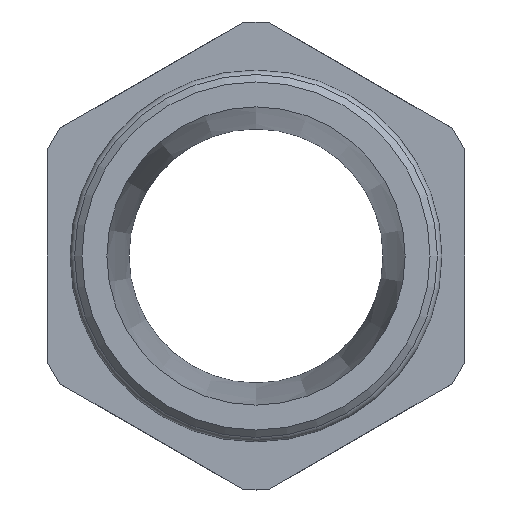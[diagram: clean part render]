
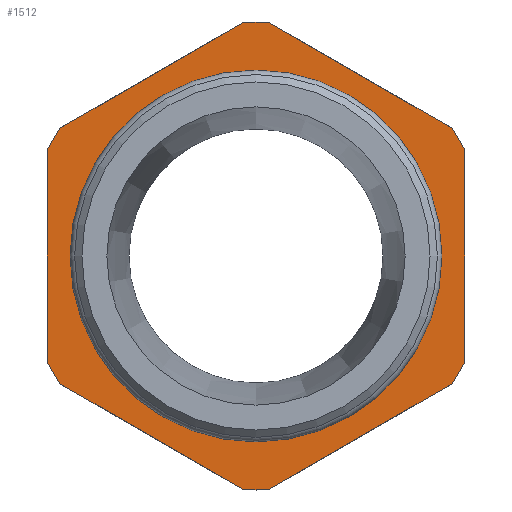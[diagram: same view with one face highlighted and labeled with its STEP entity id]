
A CAD part, left-side view. The second image highlights one B-rep face of the part: STEP entity #1512.
In plain terms, the highlighted planar face has unit normal (-1, 0, 0).
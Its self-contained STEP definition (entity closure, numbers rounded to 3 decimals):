
#70=CIRCLE('',#1595,25.8);
#72=CIRCLE('',#1599,25.8);
#73=CIRCLE('',#1602,25.8);
#75=CIRCLE('',#1606,25.8);
#77=CIRCLE('',#1610,25.8);
#93=CIRCLE('',#1631,19.641);
#94=CIRCLE('',#1632,19.641);
#95=CIRCLE('',#1633,25.8);
#96=CIRCLE('',#1634,25.8);
#210=VECTOR('',#1792,1.);
#217=VECTOR('',#1806,1.);
#221=VECTOR('',#1815,1.);
#225=VECTOR('',#1826,1.);
#228=VECTOR('',#1836,1.);
#231=VECTOR('',#1846,1.);
#317=LINE('',#2261,#210);
#324=LINE('',#2296,#217);
#328=LINE('',#2311,#221);
#332=LINE('',#2328,#225);
#335=LINE('',#2346,#228);
#338=LINE('',#2364,#231);
#426=VERTEX_POINT('',#2259);
#428=VERTEX_POINT('',#2262);
#439=VERTEX_POINT('',#2295);
#440=VERTEX_POINT('',#2297);
#442=VERTEX_POINT('',#2305);
#443=VERTEX_POINT('',#2309);
#445=VERTEX_POINT('',#2317);
#448=VERTEX_POINT('',#2322);
#449=VERTEX_POINT('',#2326);
#452=VERTEX_POINT('',#2338);
#454=VERTEX_POINT('',#2344);
#457=VERTEX_POINT('',#2356);
#459=VERTEX_POINT('',#2362);
#471=VERTEX_POINT('',#2407);
#472=VERTEX_POINT('',#2408);
#603=EDGE_CURVE('',#426,#428,#317,.T.);
#616=EDGE_CURVE('',#440,#439,#324,.F.);
#620=EDGE_CURVE('',#442,#439,#70,.T.);
#622=EDGE_CURVE('',#443,#442,#328,.T.);
#627=EDGE_CURVE('',#448,#445,#72,.T.);
#629=EDGE_CURVE('',#449,#448,#332,.T.);
#633=EDGE_CURVE('',#452,#449,#73,.T.);
#636=EDGE_CURVE('',#454,#452,#335,.T.);
#640=EDGE_CURVE('',#457,#454,#75,.T.);
#643=EDGE_CURVE('',#459,#457,#338,.T.);
#646=EDGE_CURVE('',#428,#459,#77,.T.);
#665=EDGE_CURVE('',#471,#472,#93,.F.);
#666=EDGE_CURVE('',#472,#471,#94,.F.);
#667=EDGE_CURVE('',#445,#443,#95,.F.);
#668=EDGE_CURVE('',#440,#426,#96,.F.);
#920=ORIENTED_EDGE('',*,*,#665,.F.);
#921=ORIENTED_EDGE('',*,*,#666,.F.);
#922=ORIENTED_EDGE('',*,*,#616,.T.);
#923=ORIENTED_EDGE('',*,*,#620,.F.);
#924=ORIENTED_EDGE('',*,*,#622,.F.);
#925=ORIENTED_EDGE('',*,*,#667,.F.);
#926=ORIENTED_EDGE('',*,*,#627,.F.);
#927=ORIENTED_EDGE('',*,*,#629,.F.);
#928=ORIENTED_EDGE('',*,*,#633,.F.);
#929=ORIENTED_EDGE('',*,*,#636,.F.);
#930=ORIENTED_EDGE('',*,*,#640,.F.);
#931=ORIENTED_EDGE('',*,*,#643,.F.);
#932=ORIENTED_EDGE('',*,*,#646,.F.);
#933=ORIENTED_EDGE('',*,*,#603,.F.);
#934=ORIENTED_EDGE('',*,*,#668,.F.);
#1316=EDGE_LOOP('',(#920,#921));
#1317=EDGE_LOOP('',(#922,#923,#924,#925,#926,#927,#928,#929,#930,#931,#932,
#933,#934));
#1415=FACE_BOUND('',#1316,.T.);
#1416=FACE_BOUND('',#1317,.T.);
#1512=ADVANCED_FACE('',(#1415,#1416),#2768,.T.);
#1595=AXIS2_PLACEMENT_3D('',#2306,#1811,#1812);
#1599=AXIS2_PLACEMENT_3D('',#2323,#1822,#1823);
#1602=AXIS2_PLACEMENT_3D('',#2340,#1830,#1831);
#1606=AXIS2_PLACEMENT_3D('',#2358,#1840,#1841);
#1610=AXIS2_PLACEMENT_3D('',#2373,#1849,#1850);
#1630=AXIS2_PLACEMENT_3D('',#2405,#1891,$);
#1631=AXIS2_PLACEMENT_3D('',#2406,#1892,#1893);
#1632=AXIS2_PLACEMENT_3D('',#2409,#1894,#1895);
#1633=AXIS2_PLACEMENT_3D('',#2410,#1896,#1897);
#1634=AXIS2_PLACEMENT_3D('',#2411,#1898,#1899);
#1792=DIRECTION('',(0.,-0.866,0.5));
#1806=DIRECTION('',(0.,0.,1.));
#1811=DIRECTION('',(1.,0.,0.));
#1812=DIRECTION('',(0.,0.,-25.8));
#1815=DIRECTION('',(0.,0.866,0.5));
#1822=DIRECTION('',(1.,0.,0.));
#1823=DIRECTION('',(0.,0.,-25.8));
#1826=DIRECTION('',(0.,0.866,-0.5));
#1830=DIRECTION('',(1.,0.,0.));
#1831=DIRECTION('',(0.,0.,-25.8));
#1836=DIRECTION('',(0.,0.,-1.));
#1840=DIRECTION('',(1.,0.,0.));
#1841=DIRECTION('',(0.,0.,-25.8));
#1846=DIRECTION('',(0.,-0.866,-0.5));
#1849=DIRECTION('',(1.,0.,0.));
#1850=DIRECTION('',(0.,0.,-25.8));
#1891=DIRECTION('',(-1.,0.,0.));
#1892=DIRECTION('',(1.,0.,0.));
#1893=DIRECTION('',(0.,0.,19.641));
#1894=DIRECTION('',(1.,0.,0.));
#1895=DIRECTION('',(0.,0.,19.641));
#1896=DIRECTION('',(-1.,0.,0.));
#1897=DIRECTION('',(0.,0.,-25.8));
#1898=DIRECTION('',(-1.,0.,0.));
#1899=DIRECTION('',(0.,0.,-25.8));
#2259=CARTESIAN_POINT('',(10.,21.623,14.074));
#2261=CARTESIAN_POINT('',(10.,28.062,10.357));
#2262=CARTESIAN_POINT('',(10.,1.377,25.763));
#2295=CARTESIAN_POINT('',(10.,23.,-11.689));
#2296=CARTESIAN_POINT('',(10.,23.,-5.845));
#2297=CARTESIAN_POINT('',(10.,23.,11.689));
#2305=CARTESIAN_POINT('',(10.,21.623,-14.074));
#2306=CARTESIAN_POINT('',(10.,0.,0.));
#2309=CARTESIAN_POINT('',(10.,1.377,-25.763));
#2311=CARTESIAN_POINT('',(10.,17.938,-16.201));
#2317=CARTESIAN_POINT('',(10.,0.,-25.8));
#2322=CARTESIAN_POINT('',(10.,-1.377,-25.763));
#2323=CARTESIAN_POINT('',(10.,0.,0.));
#2326=CARTESIAN_POINT('',(10.,-21.623,-14.074));
#2328=CARTESIAN_POINT('',(10.,-5.062,-23.636));
#2338=CARTESIAN_POINT('',(10.,-23.,-11.689));
#2340=CARTESIAN_POINT('',(10.,0.,0.));
#2344=CARTESIAN_POINT('',(10.,-23.,11.689));
#2346=CARTESIAN_POINT('',(10.,-23.,5.845));
#2356=CARTESIAN_POINT('',(10.,-21.623,14.074));
#2358=CARTESIAN_POINT('',(10.,0.,0.));
#2362=CARTESIAN_POINT('',(10.,-1.377,25.763));
#2364=CARTESIAN_POINT('',(10.,5.062,29.48));
#2373=CARTESIAN_POINT('',(10.,0.,0.));
#2405=CARTESIAN_POINT('',(10.,30.667,0.));
#2406=CARTESIAN_POINT('',(10.,0.,0.));
#2407=CARTESIAN_POINT('',(10.,0.,-19.641));
#2408=CARTESIAN_POINT('',(10.,0.,19.641));
#2409=CARTESIAN_POINT('',(10.,0.,0.));
#2410=CARTESIAN_POINT('',(10.,0.,0.));
#2411=CARTESIAN_POINT('',(10.,0.,0.));
#2768=PLANE('',#1630);
